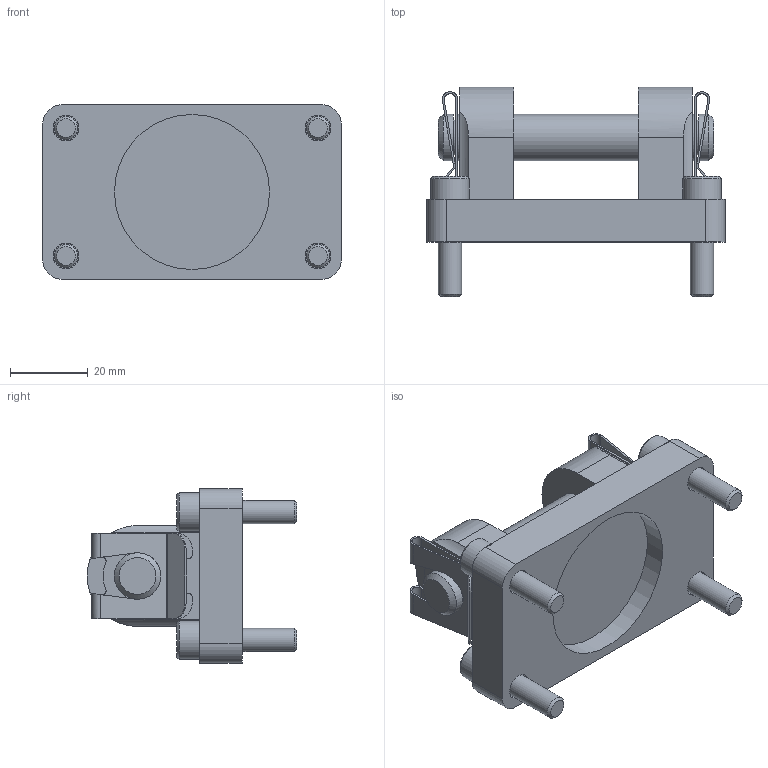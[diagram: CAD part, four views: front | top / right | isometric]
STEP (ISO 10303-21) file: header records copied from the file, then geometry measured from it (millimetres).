
FILE_DESCRIPTION(/* description */ ('STEP AP214'),/* implementation_level */ '2;1');
FILE_NAME(/* name */ '30629_SZB-50',/* time_stamp */ '2024-09-15T15:14:20+02:00',/* author */ ('License CC BY-ND 4.0'),/* organization */ ('CADENAS'),/* preprocessor_version */ 'ST-DEVELOPER v19.3',/* originating_system */ 'PARTsolutions',/* authorisation */ ' ');
FILE_SCHEMA (('AUTOMOTIVE_DESIGN {1 0 10303 214 3 1 1}'));
Length unit declared in the file: millimetre
Products named in the file (5): 30629 SZB-50; 30629 SZB-50---(F); 369043 BZ-12-061,0-AA (71); 209821 12 SXN 08 VERZINKT:SL; DIN-912 - M6x25(F)
Assembly tree (8 placements, depth 2):
  30629 SZB-50
    30629 SZB-50---(F)
    369043 BZ-12-061,0-AA (71)
    209821 12 SXN 08 VERZINKT:SL  x2
    DIN-912 - M6x25(F)  x4
Bounding box: 77 x 54.1 x 45 mm (x, y, z)
Volume: 58164.4 mm3; surface area: 25102.3 mm2
Topology: 8 solids, 8 shells, 225 faces, 516 edges, 314 vertices
Faces by surface type: plane 115, cylinder 64, cone 46
Full cylindrical faces by diameter (mm): 6 x4, 6.6 x4, 9 x2, 10 x4, 11.8 x4, 12 x5, 40 x1
Entity records: 3197 total; most frequent: DIRECTION 556, CARTESIAN_POINT 549, ORIENTED_EDGE 460, EDGE_CURVE 230, AXIS2_PLACEMENT_3D 218, VERTEX_POINT 161, FACE_BOUND 155, EDGE_LOOP 154
